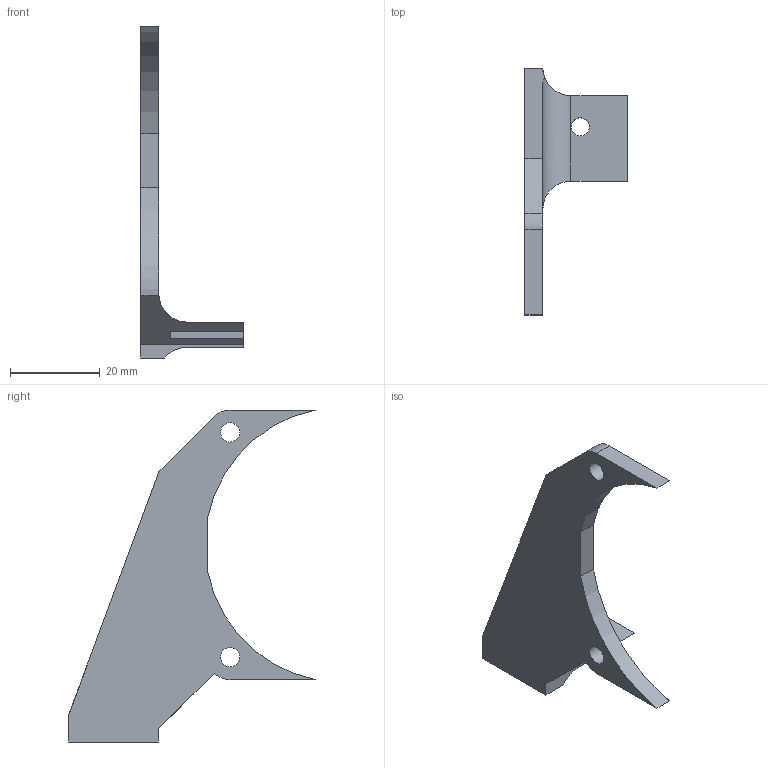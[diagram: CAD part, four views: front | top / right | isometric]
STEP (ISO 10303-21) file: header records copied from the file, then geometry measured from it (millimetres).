
FILE_DESCRIPTION(/* description */ ('STEP AP242','CAx-IF Rec.Pracs.---Representation and Presentation of Product Manufacturing Information (PMI)---4.0---2014-10-13','CAx-IF Rec.Pracs.---3D Tessellated Geometry---0.4---2014-09-14','2;1'),/* implementation_level */ '2;1');
FILE_NAME(/* name */ '67bd9949580464704f19fead',/* time_stamp */ '2025-02-25T10:20:03Z',/* author */ (''),/* organization */ (''),/* preprocessor_version */ 'ST-DEVELOPER v20',/* originating_system */ 'ONSHAPE BY PTC INC, 1.194',/* authorisation */ ' ');
FILE_SCHEMA (('AP242_MANAGED_MODEL_BASED_3D_ENGINEERING_MIM_LF { 1 0 10303 442 1 1 4 }'));
Length unit declared in the file: metre
Products named in the file (1): pcb suport fan
Bounding box: 22.8 x 54.92 x 73.88 mm (x, y, z)
Volume: 7982.3 mm3; surface area: 5553.1 mm2
Topology: 1 solids, 1 shells, 30 faces, 83 edges, 55 vertices
Faces by surface type: plane 19, cylinder 11
Full cylindrical faces by diameter (mm): 4 x2, 4.3 x2
Entity records: 971 total; most frequent: DIRECTION 163, CARTESIAN_POINT 163, ORIENTED_EDGE 156, EDGE_CURVE 78, LINE 55, VECTOR 55, VERTEX_POINT 54, AXIS2_PLACEMENT_3D 54
